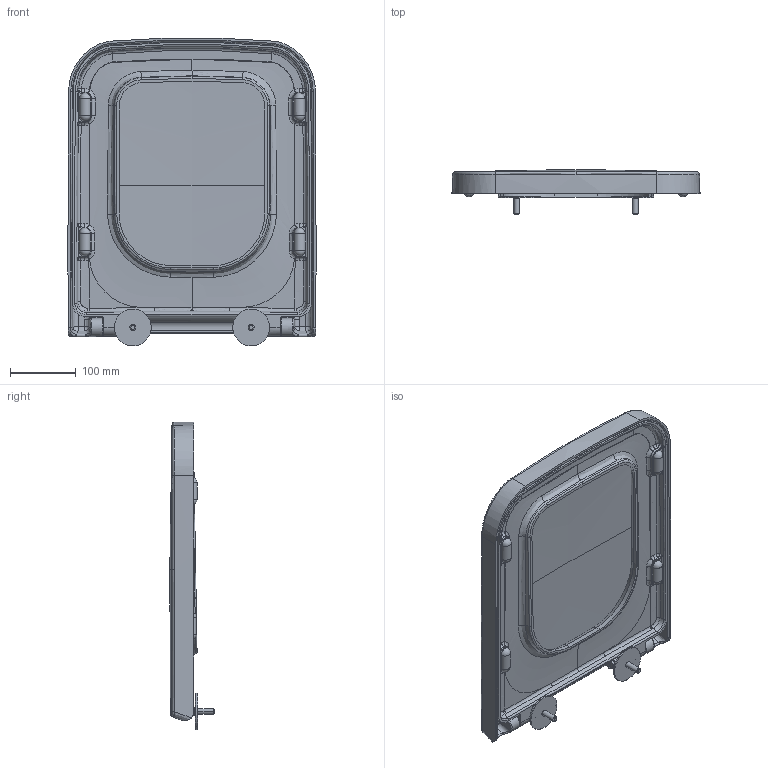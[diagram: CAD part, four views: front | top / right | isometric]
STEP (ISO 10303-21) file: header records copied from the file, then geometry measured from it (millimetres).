
FILE_DESCRIPTION(/* description */ (''),/* implementation_level */ '2;1');
FILE_NAME(/* name */ '8M22S1_Kommunikations-Model.stp',/* time_stamp */ '2021-10-18T11:21:12+02:00',/* author */ (''),/* organization */ (''),/* preprocessor_version */ 'ST-DEVELOPER v18.1',/* originating_system */ 'SIEMENS PLM Software NX 1973',/* authorisation */ '');
FILE_SCHEMA (('AUTOMOTIVE_DESIGN { 1 0 10303 214 3 1 1 1 }'));
Length unit declared in the file: millimetre
Products named in the file (1): Muel65AC6B775qzn
Bounding box: 377.37 x 67.5 x 468.12 mm (x, y, z)
Volume: 1754573.7 mm3; surface area: 680479.2 mm2
Topology: 10 solids, 10 shells, 619 faces, 1457 edges, 860 vertices
Faces by surface type: bspline 239, cylinder 109, plane 99, torus 75, cone 71, sphere 26
Full cylindrical faces by diameter (mm): 10 x2, 16 x2
Entity records: 42051 total; most frequent: CARTESIAN_POINT 29520, ORIENTED_EDGE 2886, DIRECTION 2193, EDGE_CURVE 1443, AXIS2_PLACEMENT_3D 951, VERTEX_POINT 867, EDGE_LOOP 652, ADVANCED_FACE 619
